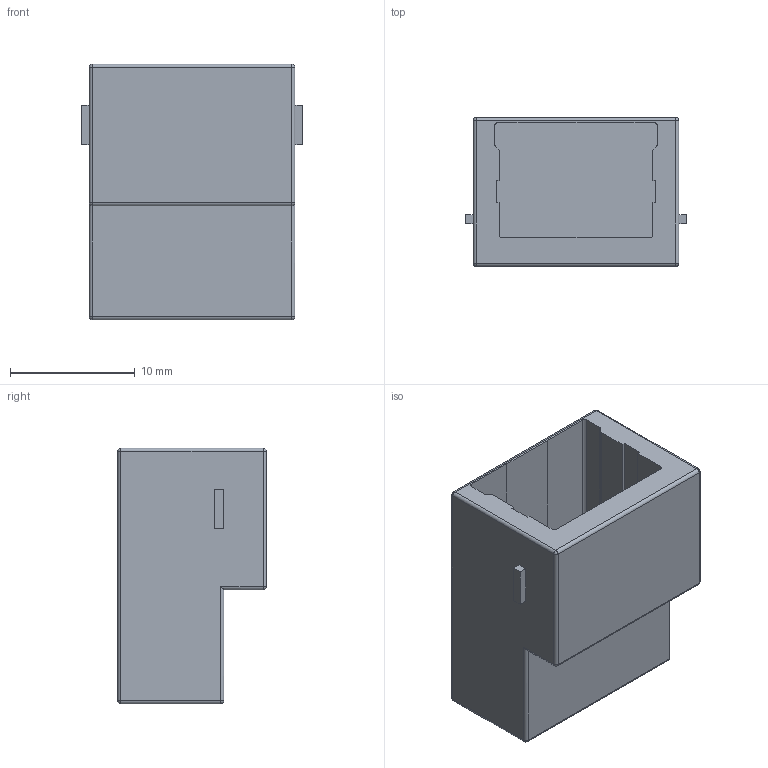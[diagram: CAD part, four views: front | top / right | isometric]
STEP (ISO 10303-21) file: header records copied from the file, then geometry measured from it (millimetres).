
FILE_DESCRIPTION(/* description */ (''),/* implementation_level */ '2;1');
FILE_NAME(/* name */ 'rj45-mock.step',/* time_stamp */ '2021-01-12T14:39:52+01:00',/* author */ (''),/* organization */ (''),/* preprocessor_version */ 'ST-DEVELOPER v18.1',/* originating_system */ 'Autodesk Translation Framework v9.7.1.1290',/* authorisation */ '');
FILE_SCHEMA (('AUTOMOTIVE_DESIGN { 1 0 10303 214 3 1 1 }'));
Length unit declared in the file: millimetre
Products named in the file (1): sketch
Bounding box: 17.78 x 11.94 x 20.5 mm (x, y, z)
Volume: 2364.9 mm3; surface area: 1931.4 mm2
Topology: 1 solids, 1 shells, 73 faces, 172 edges, 104 vertices
Faces by surface type: plane 38, cylinder 25, sphere 10
Entity records: 2091 total; most frequent: DIRECTION 368, CARTESIAN_POINT 350, ORIENTED_EDGE 344, EDGE_CURVE 172, LINE 124, VECTOR 124, AXIS2_PLACEMENT_3D 122, VERTEX_POINT 104
